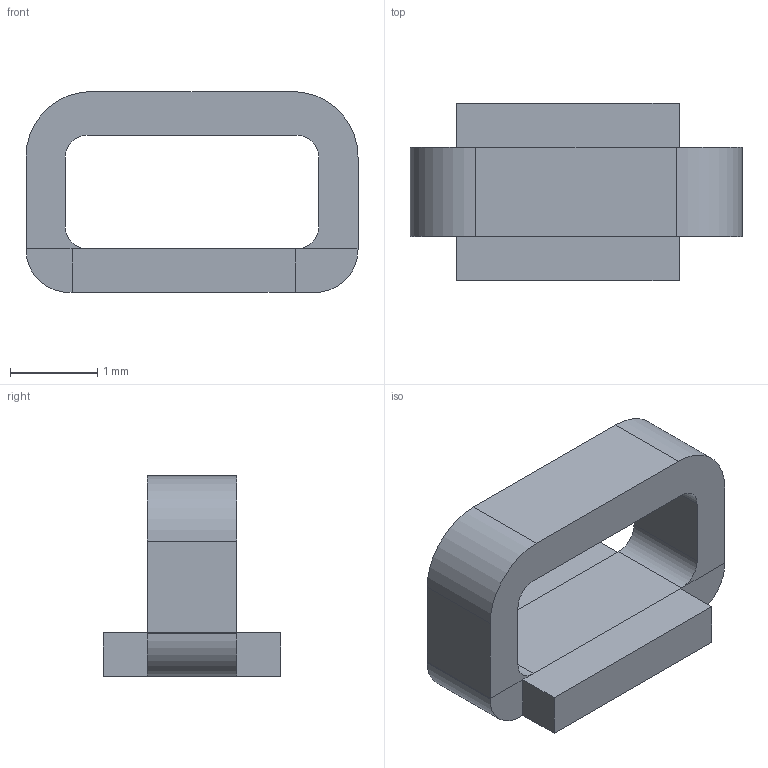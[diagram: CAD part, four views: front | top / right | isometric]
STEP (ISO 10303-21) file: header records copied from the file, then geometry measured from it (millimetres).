
FILE_DESCRIPTION(('FreeCAD Model'),'2;1');
FILE_NAME('Open CASCADE Shape Model','2023-09-27T10:47:24',( 'kicad StepUp'),('ksu MCAD'),'Open CASCADE STEP processor 7.6', 'FreeCAD','Unknown');
FILE_SCHEMA(('AUTOMOTIVE_DESIGN { 1 0 10303 214 1 1 1 1 }'));
Length unit declared in the file: millimetre
Products named in the file (1): Body
Bounding box: 3.8 x 2.03 x 2.3 mm (x, y, z)
Volume: 6.1 mm3; surface area: 35 mm2
Topology: 1 solids, 1 shells, 34 faces, 90 edges, 56 vertices
Faces by surface type: plane 26, cylinder 8
Entity records: 1060 total; most frequent: CARTESIAN_POINT 181, ORIENTED_EDGE 180, DIRECTION 176, EDGE_CURVE 90, LINE 74, VECTOR 74, VERTEX_POINT 56, AXIS2_PLACEMENT_3D 51
